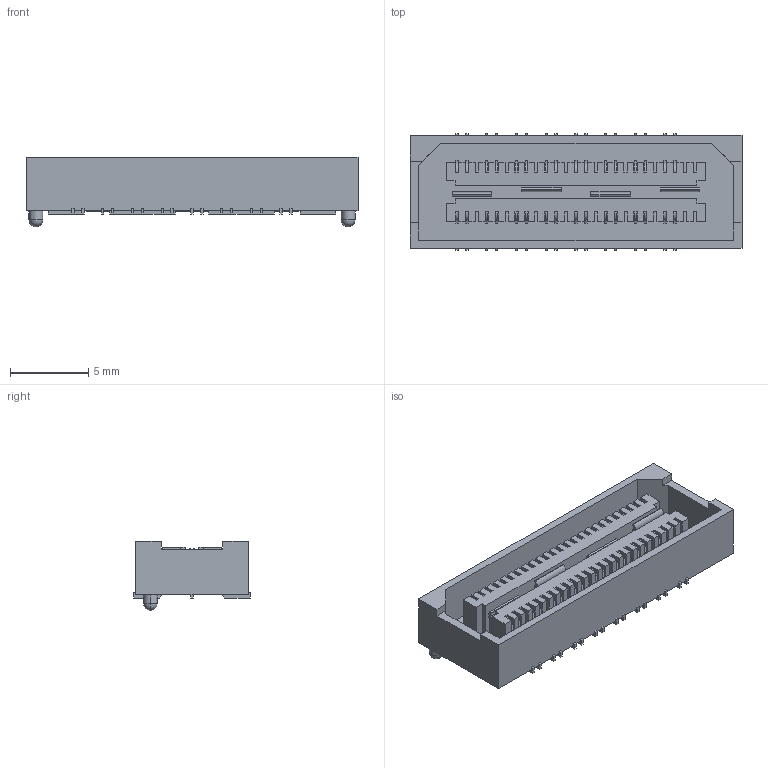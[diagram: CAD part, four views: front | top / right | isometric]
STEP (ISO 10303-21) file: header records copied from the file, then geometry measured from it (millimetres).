
FILE_DESCRIPTION((''),'2;1');
FILE_NAME('SAMTEC_QSS-016-01-L-D-DP-A-K-TR.stp','2014-10-16T10:14:03',(''),(''),'Mechanical Desktop 2011','Mechanical Desktop 2011',', , ');
FILE_SCHEMA(('AUTOMOTIVE_DESIGN { 1 2 10303 214 1 1 1 1 }'));
Length unit declared in the file: millimetre
Products named in the file (1): Product
Bounding box: 21.27 x 7.49 x 4.45 mm (x, y, z)
Volume: 287.7 mm3; surface area: 1267.5 mm2
Topology: 74 solids, 74 shells, 968 faces, 2518 edges, 1750 vertices
Faces by surface type: plane 633, bspline 219, cylinder 112, sphere 4
Entity records: 30398 total; most frequent: CARTESIAN_POINT 6982, ORIENTED_EDGE 4916, DIRECTION 4430, EDGE_CURVE 2458, VECTOR 2098, LINE 2098, VERTEX_POINT 1638, AXIS2_PLACEMENT_3D 1166
